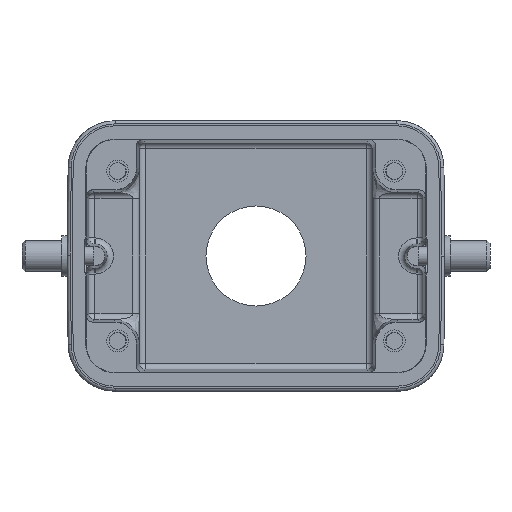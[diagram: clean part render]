
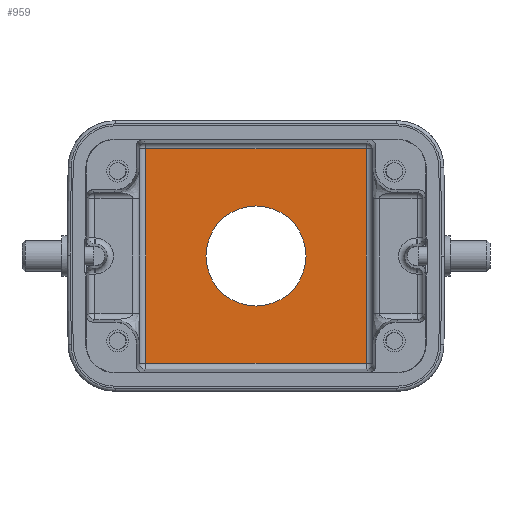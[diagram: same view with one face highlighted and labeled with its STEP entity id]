
A CAD part, front view. The second image highlights one B-rep face of the part: STEP entity #959.
In plain terms, the highlighted planar face has unit normal (0, -1, 0).
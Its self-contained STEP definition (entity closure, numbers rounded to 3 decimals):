
#242=FACE_BOUND('',#1877,.T.);
#243=FACE_BOUND('',#1878,.T.);
#593=PLANE('',#7560);
#959=ADVANCED_FACE('',(#242,#243),#593,.T.);
#1877=EDGE_LOOP('',(#3709));
#1878=EDGE_LOOP('',(#3710,#3711,#3712,#3713));
#2099=CIRCLE('',#7559,7.95);
#3709=ORIENTED_EDGE('',*,*,#5541,.F.);
#3710=ORIENTED_EDGE('',*,*,#5366,.T.);
#3711=ORIENTED_EDGE('',*,*,#5371,.T.);
#3712=ORIENTED_EDGE('',*,*,#5362,.T.);
#3713=ORIENTED_EDGE('',*,*,#5540,.T.);
#4537=VERTEX_POINT('',#11737);
#4539=VERTEX_POINT('',#11743);
#4540=VERTEX_POINT('',#11747);
#4543=VERTEX_POINT('',#11752);
#4639=VERTEX_POINT('',#12567);
#5362=EDGE_CURVE('',#4539,#4537,#6192,.T.);
#5366=EDGE_CURVE('',#4540,#4543,#6194,.T.);
#5371=EDGE_CURVE('',#4543,#4539,#6196,.T.);
#5540=EDGE_CURVE('',#4537,#4540,#6300,.T.);
#5541=EDGE_CURVE('',#4639,#4639,#2099,.T.);
#6192=LINE('',#11744,#6875);
#6194=LINE('',#11753,#6877);
#6196=LINE('',#11762,#6879);
#6300=LINE('',#12564,#6983);
#6875=VECTOR('',#8979,1.);
#6877=VECTOR('',#8987,1.);
#6879=VECTOR('',#8999,1.);
#6983=VECTOR('',#9365,1.);
#7559=AXIS2_PLACEMENT_3D('',#12566,#9368,#9369);
#7560=AXIS2_PLACEMENT_3D('',#12568,#9370,#9371);
#8979=DIRECTION('',(0.,0.,-1.));
#8987=DIRECTION('',(0.,0.,1.));
#8999=DIRECTION('',(-1.,0.,0.));
#9365=DIRECTION('',(1.,0.,0.));
#9368=DIRECTION('',(0.,-1.,0.));
#9369=DIRECTION('',(0.,0.,-1.));
#9370=DIRECTION('',(0.,-1.,0.));
#9371=DIRECTION('',(1.,0.,0.));
#11737=CARTESIAN_POINT('',(-17.532,37.,-17.032));
#11743=CARTESIAN_POINT('',(-17.532,37.,17.032));
#11744=CARTESIAN_POINT('',(-17.532,37.,8.3));
#11747=CARTESIAN_POINT('',(17.532,37.,-17.032));
#11752=CARTESIAN_POINT('',(17.532,37.,17.032));
#11753=CARTESIAN_POINT('',(17.532,37.,22.577));
#11762=CARTESIAN_POINT('',(0.,37.,17.032));
#12564=CARTESIAN_POINT('',(0.,37.,-17.032));
#12566=CARTESIAN_POINT('',(0.,37.,0.));
#12567=CARTESIAN_POINT('',(0.,37.,-7.95));
#12568=CARTESIAN_POINT('',(0.,37.,0.));
